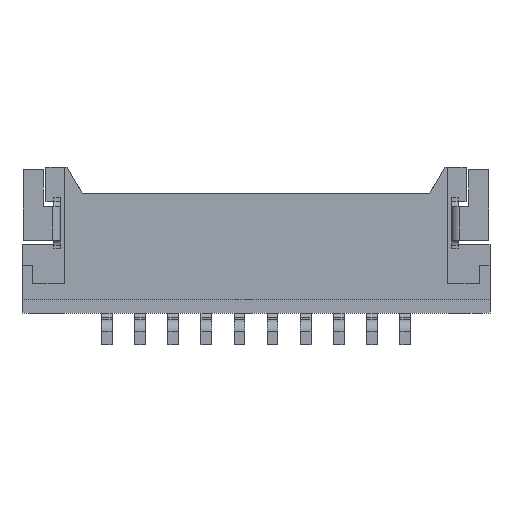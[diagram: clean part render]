
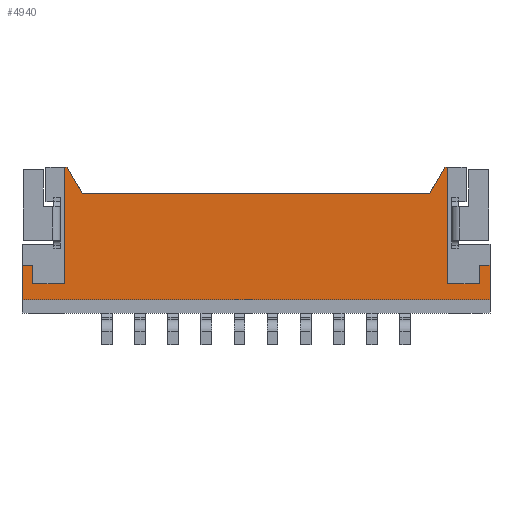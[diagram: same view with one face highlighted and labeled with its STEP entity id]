
A CAD part, front view. The second image highlights one B-rep face of the part: STEP entity #4940.
In plain terms, the highlighted planar face has unit normal (0, -1, 0).
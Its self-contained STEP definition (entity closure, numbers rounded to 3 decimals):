
#20 = DIRECTION ( 'NONE',  ( -1., 0., 0. ) ) ;
#28 = VECTOR ( 'NONE', #4211, 1000. ) ;
#128 = ORIENTED_EDGE ( 'NONE', *, *, #6999, .F. ) ;
#143 = VECTOR ( 'NONE', #5383, 1000. ) ;
#150 = VECTOR ( 'NONE', #4204, 1000. ) ;
#227 = EDGE_CURVE ( 'NONE', #2368, #655, #7937, .T. ) ;
#233 = CARTESIAN_POINT ( 'NONE',  ( -4.05, -0.15, 1.1 ) ) ;
#249 = CARTESIAN_POINT ( 'NONE',  ( -4.05, -0.15, 1.8 ) ) ;
#269 = VERTEX_POINT ( 'NONE', #5170 ) ;
#337 = CARTESIAN_POINT ( 'NONE',  ( -2.173, -0.15, 4.5 ) ) ;
#549 = ORIENTED_EDGE ( 'NONE', *, *, #227, .F. ) ;
#585 = ORIENTED_EDGE ( 'NONE', *, *, #1397, .F. ) ;
#655 = VERTEX_POINT ( 'NONE', #8719 ) ;
#666 = DIRECTION ( 'NONE',  ( 1., 0., 0. ) ) ;
#716 = LINE ( 'NONE', #856, #7832 ) ;
#761 = LINE ( 'NONE', #7200, #6931 ) ;
#800 = CARTESIAN_POINT ( 'NONE',  ( 11.6, -0.15, 5.5 ) ) ;
#848 = CARTESIAN_POINT ( 'NONE',  ( -4.45, -0.15, 1.8 ) ) ;
#856 = CARTESIAN_POINT ( 'NONE',  ( 4.3, -0.15, 0.5 ) ) ;
#897 = LINE ( 'NONE', #800, #6291 ) ;
#936 = DIRECTION ( 'NONE',  ( 1., 0., 0. ) ) ;
#1200 = VECTOR ( 'NONE', #5180, 1000. ) ;
#1262 = ORIENTED_EDGE ( 'NONE', *, *, #1465, .T. ) ;
#1294 = VERTEX_POINT ( 'NONE', #6260 ) ;
#1372 = LINE ( 'NONE', #4027, #28 ) ;
#1394 = LINE ( 'NONE', #5026, #3802 ) ;
#1397 = EDGE_CURVE ( 'NONE', #9019, #1294, #761, .T. ) ;
#1406 = EDGE_LOOP ( 'NONE', ( #3450, #1788, #2253, #7594, #549, #128, #6230, #9088, #1262, #2985, #2041, #7788, #585, #4221, #3357, #1777 ) ) ;
#1465 = EDGE_CURVE ( 'NONE', #3238, #3190, #716, .T. ) ;
#1584 = VECTOR ( 'NONE', #20, 1000. ) ;
#1694 = CARTESIAN_POINT ( 'NONE',  ( 13.2, -0.15, 1.8 ) ) ;
#1777 = ORIENTED_EDGE ( 'NONE', *, *, #8587, .T. ) ;
#1788 = ORIENTED_EDGE ( 'NONE', *, *, #6375, .T. ) ;
#1883 = DIRECTION ( 'NONE',  ( -1., 0., 0. ) ) ;
#2041 = ORIENTED_EDGE ( 'NONE', *, *, #5736, .T. ) ;
#2139 = VECTOR ( 'NONE', #3700, 1000. ) ;
#2194 = VECTOR ( 'NONE', #6885, 1000. ) ;
#2224 = LINE ( 'NONE', #3621, #4352 ) ;
#2253 = ORIENTED_EDGE ( 'NONE', *, *, #2542, .F. ) ;
#2330 = CARTESIAN_POINT ( 'NONE',  ( 10.923, -0.15, 4.5 ) ) ;
#2368 = VERTEX_POINT ( 'NONE', #5949 ) ;
#2410 = VERTEX_POINT ( 'NONE', #8193 ) ;
#2542 = EDGE_CURVE ( 'NONE', #7597, #3786, #1372, .T. ) ;
#2543 = CARTESIAN_POINT ( 'NONE',  ( -4.45, -0.15, 1.8 ) ) ;
#2574 = LINE ( 'NONE', #4020, #3872 ) ;
#2761 = VERTEX_POINT ( 'NONE', #1694 ) ;
#2786 = CARTESIAN_POINT ( 'NONE',  ( 8.75, -0.15, 0. ) ) ;
#2788 = VERTEX_POINT ( 'NONE', #337 ) ;
#2985 = ORIENTED_EDGE ( 'NONE', *, *, #6074, .F. ) ;
#3190 = VERTEX_POINT ( 'NONE', #8358 ) ;
#3238 = VERTEX_POINT ( 'NONE', #5361 ) ;
#3326 = LINE ( 'NONE', #6795, #2194 ) ;
#3357 = ORIENTED_EDGE ( 'NONE', *, *, #7743, .F. ) ;
#3450 = ORIENTED_EDGE ( 'NONE', *, *, #8313, .T. ) ;
#3554 = CARTESIAN_POINT ( 'NONE',  ( 13.2, -0.15, 1.8 ) ) ;
#3621 = CARTESIAN_POINT ( 'NONE',  ( 11.5, -0.15, 5.5 ) ) ;
#3642 = DIRECTION ( 'NONE',  ( 0., 0., -1. ) ) ;
#3700 = DIRECTION ( 'NONE',  ( 0., 0., -1. ) ) ;
#3734 = LINE ( 'NONE', #4432, #1200 ) ;
#3786 = VERTEX_POINT ( 'NONE', #4970 ) ;
#3802 = VECTOR ( 'NONE', #5070, 1000. ) ;
#3872 = VECTOR ( 'NONE', #1883, 1000. ) ;
#3971 = EDGE_CURVE ( 'NONE', #1294, #8139, #3326, .T. ) ;
#4020 = CARTESIAN_POINT ( 'NONE',  ( 10.923, -0.15, 4.5 ) ) ;
#4027 = CARTESIAN_POINT ( 'NONE',  ( -2.85, -0.15, 5.5 ) ) ;
#4040 = LINE ( 'NONE', #5527, #6492 ) ;
#4204 = DIRECTION ( 'NONE',  ( 0., 0., 1. ) ) ;
#4211 = DIRECTION ( 'NONE',  ( 1., 0., 0. ) ) ;
#4221 = ORIENTED_EDGE ( 'NONE', *, *, #7455, .F. ) ;
#4232 = DIRECTION ( 'NONE',  ( 1., 0., 0. ) ) ;
#4352 = VECTOR ( 'NONE', #5063, 1000. ) ;
#4363 = EDGE_CURVE ( 'NONE', #7597, #655, #5362, .T. ) ;
#4396 = LINE ( 'NONE', #249, #2139 ) ;
#4432 = CARTESIAN_POINT ( 'NONE',  ( 11.5, -0.15, 5.5 ) ) ;
#4435 = DIRECTION ( 'NONE',  ( 0., 0., -1. ) ) ;
#4598 = CARTESIAN_POINT ( 'NONE',  ( 11.6, -0.15, 5.5 ) ) ;
#4736 = VERTEX_POINT ( 'NONE', #2330 ) ;
#4925 = PLANE ( 'NONE',  #7536 ) ;
#4940 = ADVANCED_FACE ( 'NONE', ( #9184 ), #4925, .F. ) ;
#4957 = CARTESIAN_POINT ( 'NONE',  ( 12.8, -0.15, 1.8 ) ) ;
#4970 = CARTESIAN_POINT ( 'NONE',  ( -2.75, -0.15, 5.5 ) ) ;
#5026 = CARTESIAN_POINT ( 'NONE',  ( 13.2, -0.15, 1.8 ) ) ;
#5063 = DIRECTION ( 'NONE',  ( 1., 0., 0. ) ) ;
#5070 = DIRECTION ( 'NONE',  ( 0., 0., -1. ) ) ;
#5170 = CARTESIAN_POINT ( 'NONE',  ( -4.05, -0.15, 1.8 ) ) ;
#5180 = DIRECTION ( 'NONE',  ( -0.5, 0., -0.866 ) ) ;
#5361 = CARTESIAN_POINT ( 'NONE',  ( -4.45, -0.15, 0.5 ) ) ;
#5362 = LINE ( 'NONE', #8229, #8457 ) ;
#5383 = DIRECTION ( 'NONE',  ( 1., 0., 0. ) ) ;
#5481 = DIRECTION ( 'NONE',  ( -0.5, 0., 0.866 ) ) ;
#5527 = CARTESIAN_POINT ( 'NONE',  ( -2.173, -0.15, 4.5 ) ) ;
#5552 = CARTESIAN_POINT ( 'NONE',  ( -4.45, -0.15, 0.5 ) ) ;
#5656 = LINE ( 'NONE', #3554, #1584 ) ;
#5736 = EDGE_CURVE ( 'NONE', #2761, #8139, #5656, .T. ) ;
#5949 = CARTESIAN_POINT ( 'NONE',  ( -4.05, -0.15, 1.1 ) ) ;
#6074 = EDGE_CURVE ( 'NONE', #2761, #3190, #1394, .T. ) ;
#6194 = VERTEX_POINT ( 'NONE', #4598 ) ;
#6230 = ORIENTED_EDGE ( 'NONE', *, *, #7990, .F. ) ;
#6260 = CARTESIAN_POINT ( 'NONE',  ( 12.8, -0.15, 1.1 ) ) ;
#6291 = VECTOR ( 'NONE', #3642, 1000. ) ;
#6375 = EDGE_CURVE ( 'NONE', #2788, #3786, #4040, .T. ) ;
#6481 = CARTESIAN_POINT ( 'NONE',  ( 11.6, -0.15, 1.1 ) ) ;
#6492 = VECTOR ( 'NONE', #5481, 1000. ) ;
#6795 = CARTESIAN_POINT ( 'NONE',  ( 12.8, -0.15, 1.1 ) ) ;
#6885 = DIRECTION ( 'NONE',  ( 0., 0., 1. ) ) ;
#6931 = VECTOR ( 'NONE', #666, 1000. ) ;
#6999 = EDGE_CURVE ( 'NONE', #269, #2368, #4396, .T. ) ;
#7200 = CARTESIAN_POINT ( 'NONE',  ( 11.6, -0.15, 1.1 ) ) ;
#7455 = EDGE_CURVE ( 'NONE', #6194, #9019, #897, .T. ) ;
#7466 = VERTEX_POINT ( 'NONE', #848 ) ;
#7514 = CARTESIAN_POINT ( 'NONE',  ( -2.85, -0.15, 5.5 ) ) ;
#7536 = AXIS2_PLACEMENT_3D ( 'NONE', #2786, #9233, #4232 ) ;
#7594 = ORIENTED_EDGE ( 'NONE', *, *, #4363, .T. ) ;
#7597 = VERTEX_POINT ( 'NONE', #7514 ) ;
#7665 = LINE ( 'NONE', #5552, #150 ) ;
#7743 = EDGE_CURVE ( 'NONE', #2410, #6194, #2224, .T. ) ;
#7788 = ORIENTED_EDGE ( 'NONE', *, *, #3971, .F. ) ;
#7832 = VECTOR ( 'NONE', #7948, 1000. ) ;
#7937 = LINE ( 'NONE', #233, #8567 ) ;
#7948 = DIRECTION ( 'NONE',  ( 1., 0., 0. ) ) ;
#7990 = EDGE_CURVE ( 'NONE', #7466, #269, #8380, .T. ) ;
#8139 = VERTEX_POINT ( 'NONE', #4957 ) ;
#8193 = CARTESIAN_POINT ( 'NONE',  ( 11.5, -0.15, 5.5 ) ) ;
#8229 = CARTESIAN_POINT ( 'NONE',  ( -2.85, -0.15, 5.5 ) ) ;
#8313 = EDGE_CURVE ( 'NONE', #4736, #2788, #2574, .T. ) ;
#8358 = CARTESIAN_POINT ( 'NONE',  ( 13.2, -0.15, 0.5 ) ) ;
#8380 = LINE ( 'NONE', #2543, #143 ) ;
#8457 = VECTOR ( 'NONE', #4435, 1000. ) ;
#8483 = EDGE_CURVE ( 'NONE', #3238, #7466, #7665, .T. ) ;
#8567 = VECTOR ( 'NONE', #936, 1000. ) ;
#8587 = EDGE_CURVE ( 'NONE', #2410, #4736, #3734, .T. ) ;
#8719 = CARTESIAN_POINT ( 'NONE',  ( -2.85, -0.15, 1.1 ) ) ;
#9019 = VERTEX_POINT ( 'NONE', #6481 ) ;
#9088 = ORIENTED_EDGE ( 'NONE', *, *, #8483, .F. ) ;
#9184 = FACE_OUTER_BOUND ( 'NONE', #1406, .T. ) ;
#9233 = DIRECTION ( 'NONE',  ( 0., 1., 0. ) ) ;
